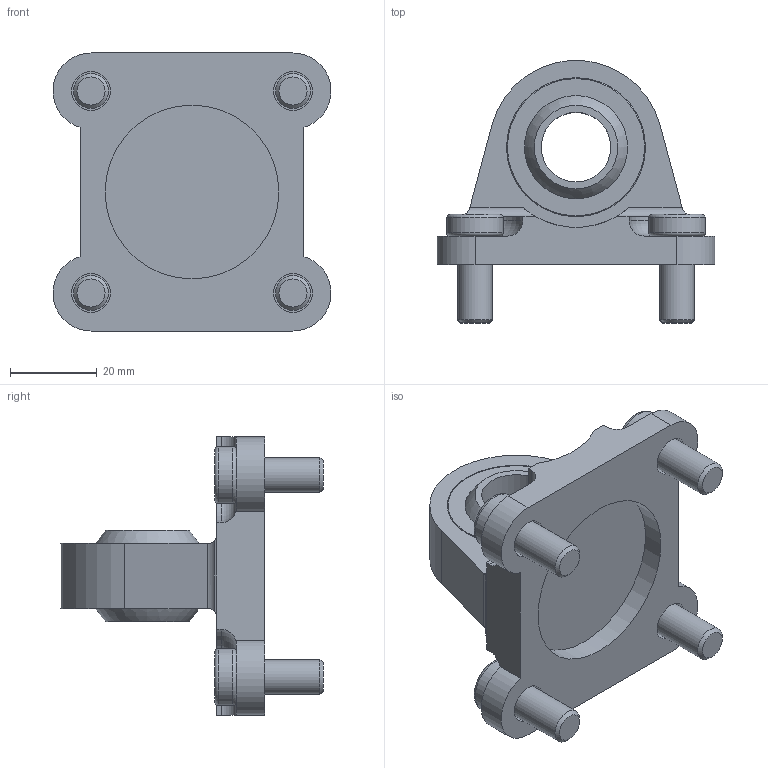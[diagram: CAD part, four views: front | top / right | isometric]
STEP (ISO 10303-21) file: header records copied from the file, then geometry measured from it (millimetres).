
FILE_DESCRIPTION(/* description */ ('STEP AP214'),/* implementation_level */ '2;1');
FILE_NAME(/* name */ '174399_SNCS-50',/* time_stamp */ '2024-09-10T09:15:33+02:00',/* author */ ('License CC BY-ND 4.0'),/* organization */ ('CADENAS'),/* preprocessor_version */ 'ST-DEVELOPER v19.3',/* originating_system */ 'PARTsolutions',/* authorisation */ ' ');
FILE_SCHEMA (('AUTOMOTIVE_DESIGN {1 0 10303 214 3 1 1}'));
Length unit declared in the file: millimetre
Products named in the file (3): 174399 SNCS-50; 174399 SNCS-50---(f); DIN-6912 - M8x20(F)
Assembly tree (5 placements, depth 2):
  174399 SNCS-50
    174399 SNCS-50---(f)
    DIN-6912 - M8x20(F)  x4
Bounding box: 63.97 x 60.42 x 64 mm (x, y, z)
Volume: 49221.1 mm3; surface area: 18952.4 mm2
Topology: 5 solids, 5 shells, 189 faces, 406 edges, 236 vertices
Faces by surface type: plane 92, cylinder 45, cone 38, torus 14
Full cylindrical faces by diameter (mm): 4 x4, 8 x4, 9 x4, 13 x4, 16 x1, 32 x2, 40 x1
Entity records: 2942 total; most frequent: CARTESIAN_POINT 535, DIRECTION 512, ORIENTED_EDGE 434, EDGE_CURVE 217, AXIS2_PLACEMENT_3D 201, VERTEX_POINT 146, FACE_BOUND 139, EDGE_LOOP 138
